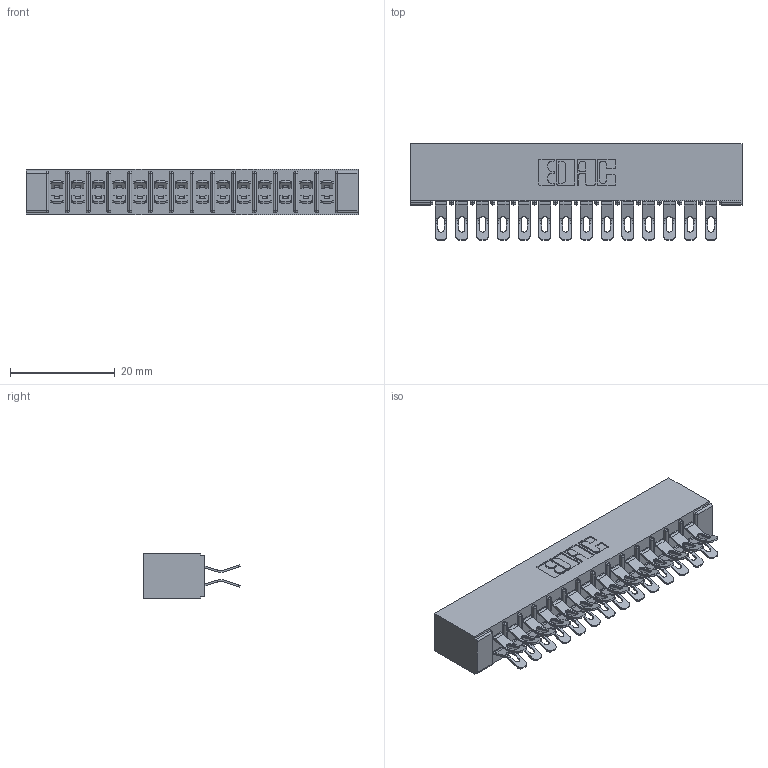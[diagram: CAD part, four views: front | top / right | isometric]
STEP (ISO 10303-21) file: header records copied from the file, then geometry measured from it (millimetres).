
FILE_DESCRIPTION (( 'STEP AP203' ), '1' );
FILE_NAME ('305-028-555-501.STEP', '2019-09-09T15:47:53', ( '' ), ( '' ), 'SwSTEP 2.0', 'SolidWorks 2016', '' );
FILE_SCHEMA (( 'CONFIG_CONTROL_DESIGN' ));
Length unit declared in the file: inch
Products named in the file (3): 305-290-001_555; 305 Part_No Mounting; 305-028-555-501
Assembly tree (29 placements, depth 2):
  305-028-555-501
    305 Part_No Mounting
    305-290-001_555  x28
Bounding box: 63.35 x 18.41 x 8.71 mm (x, y, z)
Volume: 4058.8 mm3; surface area: 8683.1 mm2
Topology: 29 solids, 29 shells, 1956 faces, 5822 edges, 3804 vertices
Faces by surface type: plane 960, cylinder 940, sphere 56
Entity records: 18913 total; most frequent: CARTESIAN_POINT 3146, ORIENTED_EDGE 3108, DIRECTION 3058, EDGE_CURVE 1554, LINE 1210, VECTOR 1210, VERTEX_POINT 996, AXIS2_PLACEMENT_3D 924
